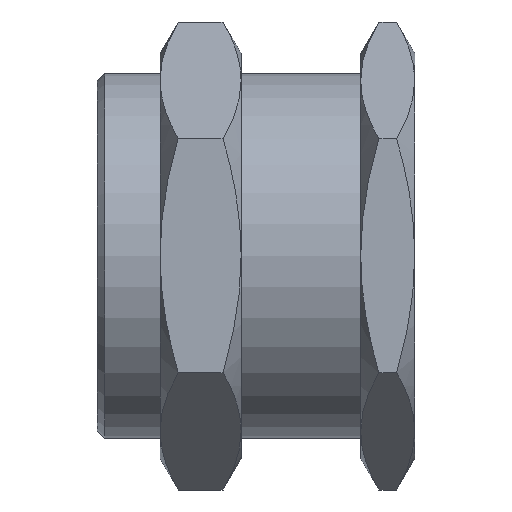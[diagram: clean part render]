
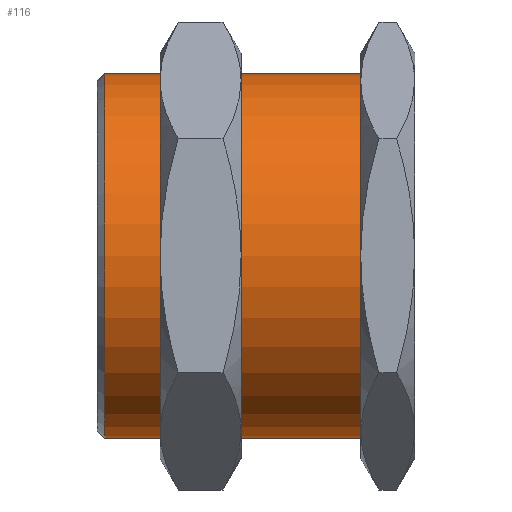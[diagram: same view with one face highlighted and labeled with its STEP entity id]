
A CAD part, top view. The second image highlights one B-rep face of the part: STEP entity #116.
In plain terms, the highlighted cylindrical face has radius 27 mm (diameter 54 mm), a partial arc.
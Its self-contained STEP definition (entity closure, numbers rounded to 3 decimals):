
#116=ADVANCED_FACE('',(#277),#278,.T.);
#277=FACE_OUTER_BOUND('',#490,.T.);
#278=CYLINDRICAL_SURFACE('',#491,27.0);
#490=EDGE_LOOP('',(#746,#747,#748,#749));
#491=AXIS2_PLACEMENT_3D('',#750,#751,#752);
#746=ORIENTED_EDGE('',*,*,#1238,.F.);
#747=ORIENTED_EDGE('',*,*,#1253,.T.);
#748=ORIENTED_EDGE('',*,*,#1240,.F.);
#749=ORIENTED_EDGE('',*,*,#1254,.T.);
#750=CARTESIAN_POINT('',(-26.459,0.0,0.0));
#751=DIRECTION('',(1.0,0.0,0.0));
#752=DIRECTION('',(0.0,1.0,0.0));
#1238=EDGE_CURVE('',#1471,#1472,#1473,.T.);
#1240=EDGE_CURVE('',#1474,#1476,#1477,.T.);
#1253=EDGE_CURVE('',#1471,#1476,#1496,.T.);
#1254=EDGE_CURVE('',#1474,#1472,#1497,.T.);
#1471=VERTEX_POINT('',#1913);
#1472=VERTEX_POINT('',#1914);
#1473=LINE('',#1915,#1916);
#1474=VERTEX_POINT('',#1917);
#1476=VERTEX_POINT('',#1919);
#1477=LINE('',#1920,#1921);
#1496=CIRCLE('',#1944,27.0);
#1497=CIRCLE('',#1945,27.0);
#1913=CARTESIAN_POINT('',(-45.918,27.0,0.0));
#1914=CARTESIAN_POINT('',(-8.0,27.0,0.));
#1915=CARTESIAN_POINT('',(-26.459,27.0,0.));
#1916=VECTOR('',#2570,1.0);
#1917=CARTESIAN_POINT('',(-8.0,-27.0,0.));
#1919=CARTESIAN_POINT('',(-45.918,-27.0,0.));
#1920=CARTESIAN_POINT('',(-26.459,-27.0,0.));
#1921=VECTOR('',#2574,1.0);
#1944=AXIS2_PLACEMENT_3D('',#2594,#2595,#2596);
#1945=AXIS2_PLACEMENT_3D('',#2597,#2598,#2599);
#2570=DIRECTION('',(1.0,0.0,0.0));
#2574=DIRECTION('',(-1.0,-0.0,-0.0));
#2594=CARTESIAN_POINT('',(-45.918,0.0,0.0));
#2595=DIRECTION('',(1.0,0.0,0.0));
#2596=DIRECTION('',(0.0,1.0,0.0));
#2597=CARTESIAN_POINT('',(-8.0,0.0,0.0));
#2598=DIRECTION('',(-1.0,0.,-0.0));
#2599=DIRECTION('',(0.,1.0,0.0));
